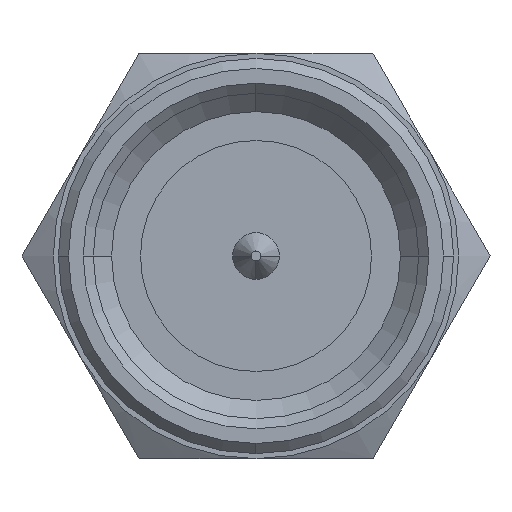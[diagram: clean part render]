
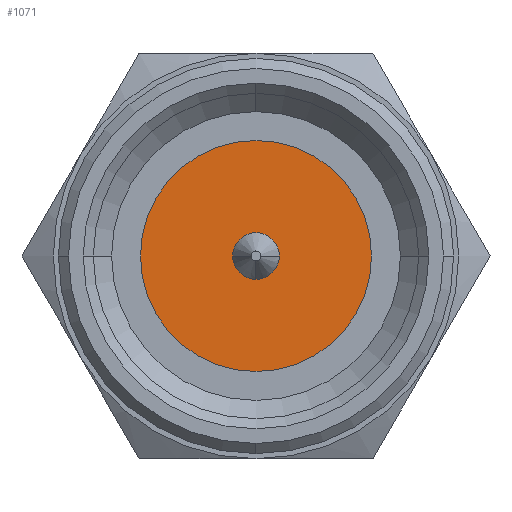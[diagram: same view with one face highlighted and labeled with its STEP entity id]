
A CAD part, left-side view. The second image highlights one B-rep face of the part: STEP entity #1071.
In plain terms, the highlighted planar face has unit normal (-1, 0, 0).
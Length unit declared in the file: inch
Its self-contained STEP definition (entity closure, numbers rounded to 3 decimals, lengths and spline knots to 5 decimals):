
#354 = ORIENTED_EDGE ( 'NONE', *, *, #4845, .T. ) ;
#402 = EDGE_CURVE ( 'NONE', #3454, #3900, #1608, .T. ) ;
#761 = DIRECTION ( 'NONE',  ( 0., 0., 1. ) ) ;
#886 = VERTEX_POINT ( 'NONE', #7082 ) ;
#896 = CARTESIAN_POINT ( 'NONE',  ( 0.12402, -0.01811, 0. ) ) ;
#958 = FACE_OUTER_BOUND ( 'NONE', #6676, .T. ) ;
#987 = AXIS2_PLACEMENT_3D ( 'NONE', #2228, #7126, #4753 ) ;
#1071 = ADVANCED_FACE ( 'NONE', ( #5710, #958 ), #2232, .T. ) ;
#1106 = DIRECTION ( 'NONE',  ( 0., 0., 1. ) ) ;
#1341 = AXIS2_PLACEMENT_3D ( 'NONE', #6165, #6736, #761 ) ;
#1457 = EDGE_CURVE ( 'NONE', #4288, #886, #4028, .T. ) ;
#1608 = CIRCLE ( 'NONE', #4245, 0.01811 ) ;
#1738 = DIRECTION ( 'NONE',  ( 0., 0., 1. ) ) ;
#1782 = CARTESIAN_POINT ( 'NONE',  ( 0.12402, 0., 0. ) ) ;
#1877 = AXIS2_PLACEMENT_3D ( 'NONE', #4949, #3651, #5531 ) ;
#1890 = DIRECTION ( 'NONE',  ( 1., 0., 0. ) ) ;
#2007 = CIRCLE ( 'NONE', #1877, 0.08976 ) ;
#2228 = CARTESIAN_POINT ( 'NONE',  ( 0.12402, 0., 0. ) ) ;
#2232 = PLANE ( 'NONE',  #5148 ) ;
#2469 = ORIENTED_EDGE ( 'NONE', *, *, #3683, .F. ) ;
#2662 = EDGE_CURVE ( 'NONE', #3900, #7111, #3388, .T. ) ;
#2871 = DIRECTION ( 'NONE',  ( 1., 0., 0. ) ) ;
#3097 = AXIS2_PLACEMENT_3D ( 'NONE', #1782, #2871, #1738 ) ;
#3123 = CARTESIAN_POINT ( 'NONE',  ( 0.12402, 0., 0. ) ) ;
#3388 = CIRCLE ( 'NONE', #6420, 0.01811 ) ;
#3454 = VERTEX_POINT ( 'NONE', #896 ) ;
#3650 = DIRECTION ( 'NONE',  ( 1., 0., 0. ) ) ;
#3651 = DIRECTION ( 'NONE',  ( 1., 0., 0. ) ) ;
#3683 = EDGE_CURVE ( 'NONE', #5683, #4288, #2007, .T. ) ;
#3890 = CARTESIAN_POINT ( 'NONE',  ( 0.12402, 0.01811, 0. ) ) ;
#3900 = VERTEX_POINT ( 'NONE', #3890 ) ;
#4028 = CIRCLE ( 'NONE', #987, 0.08976 ) ;
#4057 = DIRECTION ( 'NONE',  ( 0., 0., 1. ) ) ;
#4121 = CARTESIAN_POINT ( 'NONE',  ( 0.12402, 0., 0. ) ) ;
#4221 = ORIENTED_EDGE ( 'NONE', *, *, #6043, .F. ) ;
#4245 = AXIS2_PLACEMENT_3D ( 'NONE', #4121, #1890, #1106 ) ;
#4288 = VERTEX_POINT ( 'NONE', #4774 ) ;
#4363 = CIRCLE ( 'NONE', #3097, 0.01811 ) ;
#4389 = DIRECTION ( 'NONE',  ( 0., 0., 1. ) ) ;
#4430 = EDGE_LOOP ( 'NONE', ( #5360, #354, #5296 ) ) ;
#4501 = CIRCLE ( 'NONE', #1341, 0.08976 ) ;
#4753 = DIRECTION ( 'NONE',  ( 0., 0., 1. ) ) ;
#4774 = CARTESIAN_POINT ( 'NONE',  ( 0.12402, 0., 0.08976 ) ) ;
#4845 = EDGE_CURVE ( 'NONE', #7111, #3454, #4363, .T. ) ;
#4949 = CARTESIAN_POINT ( 'NONE',  ( 0.12402, 0., 0. ) ) ;
#5072 = ORIENTED_EDGE ( 'NONE', *, *, #1457, .F. ) ;
#5148 = AXIS2_PLACEMENT_3D ( 'NONE', #6333, #5824, #4057 ) ;
#5296 = ORIENTED_EDGE ( 'NONE', *, *, #402, .T. ) ;
#5360 = ORIENTED_EDGE ( 'NONE', *, *, #2662, .T. ) ;
#5531 = DIRECTION ( 'NONE',  ( 0., 0., 1. ) ) ;
#5558 = CARTESIAN_POINT ( 'NONE',  ( 0.12402, 0., 0.01811 ) ) ;
#5683 = VERTEX_POINT ( 'NONE', #7320 ) ;
#5710 = FACE_BOUND ( 'NONE', #4430, .T. ) ;
#5824 = DIRECTION ( 'NONE',  ( -1., 0., 0. ) ) ;
#6043 = EDGE_CURVE ( 'NONE', #886, #5683, #4501, .T. ) ;
#6165 = CARTESIAN_POINT ( 'NONE',  ( 0.12402, 0., 0. ) ) ;
#6333 = CARTESIAN_POINT ( 'NONE',  ( 0.12402, 0., 0. ) ) ;
#6420 = AXIS2_PLACEMENT_3D ( 'NONE', #3123, #3650, #4389 ) ;
#6676 = EDGE_LOOP ( 'NONE', ( #4221, #5072, #2469 ) ) ;
#6736 = DIRECTION ( 'NONE',  ( 1., 0., 0. ) ) ;
#7082 = CARTESIAN_POINT ( 'NONE',  ( 0.12402, -0.08976, 0. ) ) ;
#7111 = VERTEX_POINT ( 'NONE', #5558 ) ;
#7126 = DIRECTION ( 'NONE',  ( 1., 0., 0. ) ) ;
#7320 = CARTESIAN_POINT ( 'NONE',  ( 0.12402, 0.08976, 0. ) ) ;
